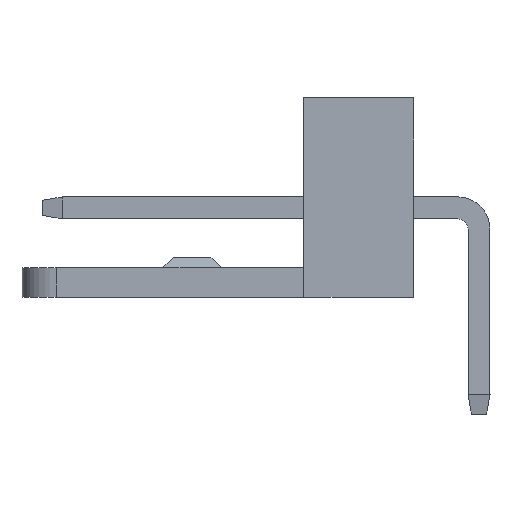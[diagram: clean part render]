
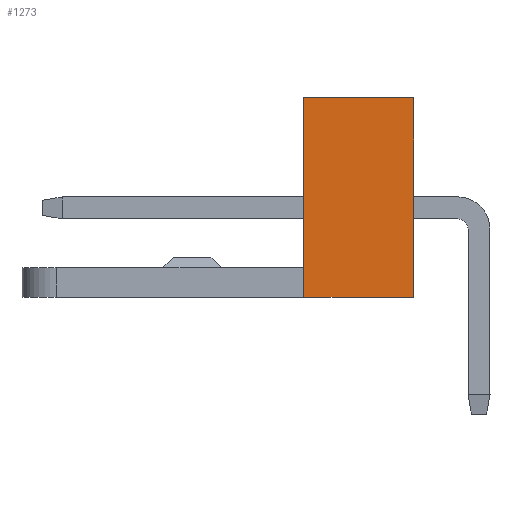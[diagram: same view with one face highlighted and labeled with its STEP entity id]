
A CAD part, left-side view. The second image highlights one B-rep face of the part: STEP entity #1273.
In plain terms, the highlighted planar face has unit normal (-1, 0, 0).
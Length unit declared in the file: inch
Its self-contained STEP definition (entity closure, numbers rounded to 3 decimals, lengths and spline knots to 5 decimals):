
#259 = VECTOR ( 'NONE', #987, 39.37008 ) ;
#290 = VECTOR ( 'NONE', #2183, 39.37008 ) ;
#662 = EDGE_LOOP ( 'NONE', ( #1072, #1063, #1701, #1981 ) ) ;
#669 = CARTESIAN_POINT ( 'NONE',  ( -0.4275, -0.13295, 0. ) ) ;
#714 = VERTEX_POINT ( 'NONE', #946 ) ;
#715 = EDGE_CURVE ( 'NONE', #2007, #847, #2125, .T. ) ;
#790 = LINE ( 'NONE', #1811, #2286 ) ;
#847 = VERTEX_POINT ( 'NONE', #1384 ) ;
#946 = CARTESIAN_POINT ( 'NONE',  ( -0.4275, -0.13295, 0.22835 ) ) ;
#958 = CARTESIAN_POINT ( 'NONE',  ( -0.4275, -0.25893, 0. ) ) ;
#987 = DIRECTION ( 'NONE',  ( 0., -1., 0. ) ) ;
#1063 = ORIENTED_EDGE ( 'NONE', *, *, #1390, .F. ) ;
#1072 = ORIENTED_EDGE ( 'NONE', *, *, #1171, .F. ) ;
#1100 = VERTEX_POINT ( 'NONE', #1923 ) ;
#1171 = EDGE_CURVE ( 'NONE', #714, #1100, #790, .T. ) ;
#1198 = CARTESIAN_POINT ( 'NONE',  ( -0.4275, -0.13295, 0. ) ) ;
#1269 = EDGE_CURVE ( 'NONE', #1100, #847, #1571, .T. ) ;
#1273 = ADVANCED_FACE ( 'NONE', ( #2232 ), #2290, .F. ) ;
#1348 = AXIS2_PLACEMENT_3D ( 'NONE', #2051, #2080, #2073 ) ;
#1384 = CARTESIAN_POINT ( 'NONE',  ( -0.4275, -0.25893, 0. ) ) ;
#1390 = EDGE_CURVE ( 'NONE', #2007, #714, #1615, .T. ) ;
#1571 = LINE ( 'NONE', #2229, #290 ) ;
#1615 = LINE ( 'NONE', #669, #1942 ) ;
#1701 = ORIENTED_EDGE ( 'NONE', *, *, #715, .T. ) ;
#1774 = DIRECTION ( 'NONE',  ( 0., -1., 0. ) ) ;
#1811 = CARTESIAN_POINT ( 'NONE',  ( -0.4275, 0., 0.22835 ) ) ;
#1923 = CARTESIAN_POINT ( 'NONE',  ( -0.4275, -0.25893, 0.22835 ) ) ;
#1942 = VECTOR ( 'NONE', #2138, 39.37008 ) ;
#1981 = ORIENTED_EDGE ( 'NONE', *, *, #1269, .F. ) ;
#2007 = VERTEX_POINT ( 'NONE', #1198 ) ;
#2051 = CARTESIAN_POINT ( 'NONE',  ( -0.4275, 0., 0. ) ) ;
#2073 = DIRECTION ( 'NONE',  ( 0., 0., -1. ) ) ;
#2080 = DIRECTION ( 'NONE',  ( 1., 0., 0. ) ) ;
#2125 = LINE ( 'NONE', #958, #259 ) ;
#2138 = DIRECTION ( 'NONE',  ( 0., 0., 1. ) ) ;
#2183 = DIRECTION ( 'NONE',  ( 0., 0., -1. ) ) ;
#2229 = CARTESIAN_POINT ( 'NONE',  ( -0.4275, -0.25893, 0. ) ) ;
#2232 = FACE_OUTER_BOUND ( 'NONE', #662, .T. ) ;
#2286 = VECTOR ( 'NONE', #1774, 39.37008 ) ;
#2290 = PLANE ( 'NONE',  #1348 ) ;
